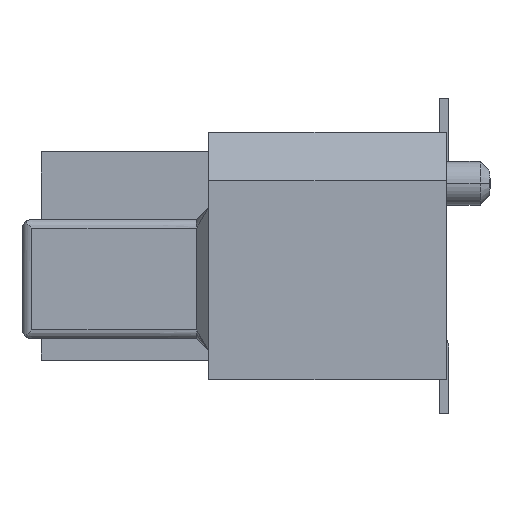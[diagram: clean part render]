
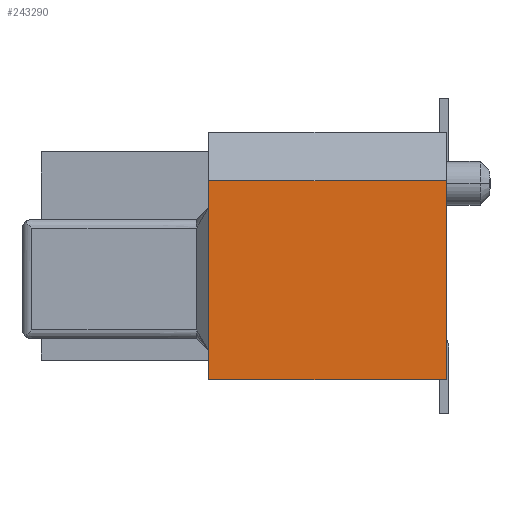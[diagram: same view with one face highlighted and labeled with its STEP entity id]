
A CAD part, left-side view. The second image highlights one B-rep face of the part: STEP entity #243290.
In plain terms, the highlighted planar face has unit normal (-1, 0, 0).
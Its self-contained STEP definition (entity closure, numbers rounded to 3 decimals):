
#241640=CARTESIAN_POINT('',(6.,0.,1.55));
#241650=VERTEX_POINT('',#241640);
#241810=CARTESIAN_POINT('',(6.,0.,-2.55));
#241820=VERTEX_POINT('',#241810);
#241850=CARTESIAN_POINT('',(6.,0.,0.));
#241860=DIRECTION('',(0.,0.,-1.));
#241870=VECTOR('',#241860,1.);
#241880=LINE('',#241850,#241870);
#241890=EDGE_CURVE('',#241650,#241820,#241880,.T.);
#242990=CARTESIAN_POINT('',(6.,3.062,-0.059));
#243000=DIRECTION('',(-1.,0.,0.));
#243010=DIRECTION('',(0.,-1.,0.));
#243020=AXIS2_PLACEMENT_3D('',#242990,#243000,#243010);
#243030=PLANE('',#243020);
#243040=CARTESIAN_POINT('',(6.,0.,-2.55));
#243050=DIRECTION('',(0.,1.,0.));
#243060=VECTOR('',#243050,1.);
#243070=LINE('',#243040,#243060);
#243080=CARTESIAN_POINT('',(6.,4.9,-2.55));
#243090=VERTEX_POINT('',#243080);
#243100=EDGE_CURVE('',#241820,#243090,#243070,.T.);
#243110=ORIENTED_EDGE('',*,*,#243100,.F.);
#243120=CARTESIAN_POINT('',(6.,4.9,0.));
#243130=DIRECTION('',(0.,0.,-1.));
#243140=VECTOR('',#243130,1.);
#243150=LINE('',#243120,#243140);
#243160=CARTESIAN_POINT('',(6.,4.9,1.55));
#243170=VERTEX_POINT('',#243160);
#243180=EDGE_CURVE('',#243170,#243090,#243150,.T.);
#243190=ORIENTED_EDGE('',*,*,#243180,.T.);
#243200=CARTESIAN_POINT('',(6.,0.,1.55));
#243210=DIRECTION('',(0.,1.,0.));
#243220=VECTOR('',#243210,1.);
#243230=LINE('',#243200,#243220);
#243240=EDGE_CURVE('',#241650,#243170,#243230,.T.);
#243250=ORIENTED_EDGE('',*,*,#243240,.T.);
#243260=ORIENTED_EDGE('',*,*,#241890,.F.);
#243270=EDGE_LOOP('',(#243260,#243250,#243190,#243110));
#243280=FACE_OUTER_BOUND('',#243270,.T.);
#243290=ADVANCED_FACE('',(#243280),#243030,.T.);
